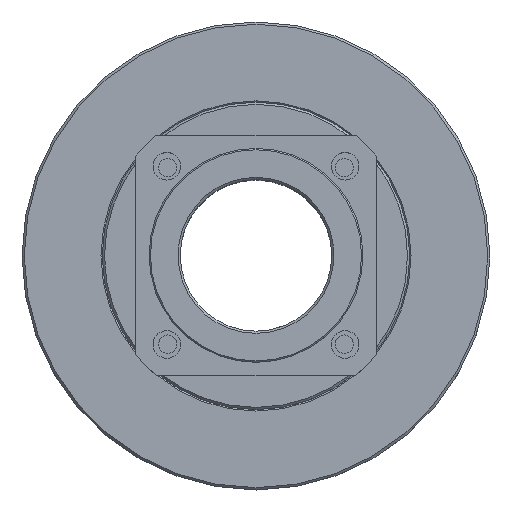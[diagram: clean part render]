
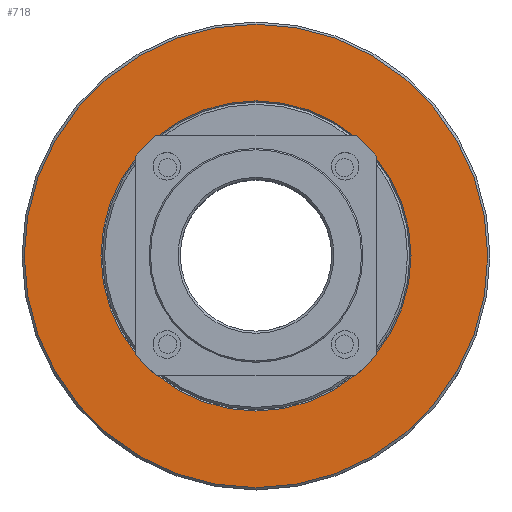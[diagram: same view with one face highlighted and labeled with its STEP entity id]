
A CAD part, top view. The second image highlights one B-rep face of the part: STEP entity #718.
In plain terms, the highlighted planar face has unit normal (0, 0, 1).
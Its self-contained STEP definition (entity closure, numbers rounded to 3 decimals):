
#175=FACE_BOUND($,#270,.T.);
#176=FACE_BOUND($,#271,.T.);
#270=EDGE_LOOP($,(#596));
#271=EDGE_LOOP($,(#597));
#327=CIRCLE($,#807,52.);
#330=CIRCLE($,#812,34.8);
#389=VERTEX_POINT($,#1472);
#392=VERTEX_POINT($,#1480);
#461=EDGE_CURVE($,#389,#389,#327,.T.);
#464=EDGE_CURVE($,#392,#392,#330,.T.);
#596=ORIENTED_EDGE($,*,*,#464,.F.);
#597=ORIENTED_EDGE($,*,*,#461,.F.);
#627=PLANE($,#811);
#718=ADVANCED_FACE($,(#175,#176),#627,.F.);
#807=AXIS2_PLACEMENT_3D($,#1473,#996,#997);
#811=AXIS2_PLACEMENT_3D($,#1479,#1004,#1005);
#812=AXIS2_PLACEMENT_3D($,#1481,#1006,#1007);
#996=DIRECTION('center_axis',(0.,0.,-1.));
#997=DIRECTION('ref_axis',(-1.,0.,0.));
#1004=DIRECTION('center_axis',(0.,0.,-1.));
#1005=DIRECTION('ref_axis',(-1.,0.,0.));
#1006=DIRECTION('center_axis',(0.,0.,1.));
#1007=DIRECTION('ref_axis',(-1.,0.,0.));
#1472=CARTESIAN_POINT('',(52.,0.,12.));
#1473=CARTESIAN_POINT('Origin',(0.,0.,12.));
#1479=CARTESIAN_POINT('Origin',(0.,0.,12.));
#1480=CARTESIAN_POINT('',(34.8,0.,12.));
#1481=CARTESIAN_POINT('Origin',(0.,0.,12.));
